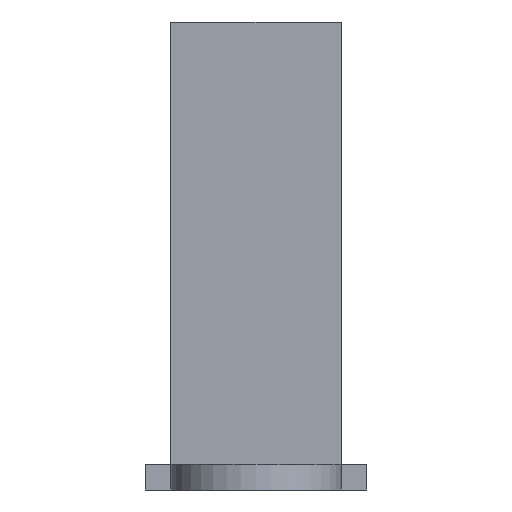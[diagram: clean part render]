
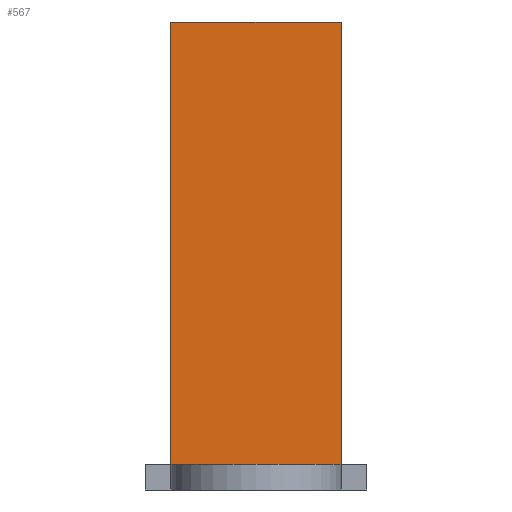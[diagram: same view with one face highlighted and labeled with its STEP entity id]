
A CAD part, left-side view. The second image highlights one B-rep face of the part: STEP entity #567.
In plain terms, the highlighted planar face has unit normal (-1, 0, 0).
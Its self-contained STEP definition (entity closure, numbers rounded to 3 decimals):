
#73 = VERTEX_POINT('',#74);
#74 = CARTESIAN_POINT('',(18.,10.,3.));
#104 = VERTEX_POINT('',#105);
#105 = CARTESIAN_POINT('',(18.,-10.,3.));
#254 = EDGE_CURVE('',#73,#104,#255,.T.);
#255 = LINE('',#256,#257);
#256 = CARTESIAN_POINT('',(18.,10.,3.));
#257 = VECTOR('',#258,1.);
#258 = DIRECTION('',(0.,-1.,0.));
#567 = ADVANCED_FACE('',(#568),#593,.F.);
#568 = FACE_BOUND('',#569,.F.);
#569 = EDGE_LOOP('',(#570,#578,#586,#592));
#570 = ORIENTED_EDGE('',*,*,#571,.T.);
#571 = EDGE_CURVE('',#73,#572,#574,.T.);
#572 = VERTEX_POINT('',#573);
#573 = CARTESIAN_POINT('',(18.,10.,54.9));
#574 = LINE('',#575,#576);
#575 = CARTESIAN_POINT('',(18.,10.,3.));
#576 = VECTOR('',#577,1.);
#577 = DIRECTION('',(0.,0.,1.));
#578 = ORIENTED_EDGE('',*,*,#579,.T.);
#579 = EDGE_CURVE('',#572,#580,#582,.T.);
#580 = VERTEX_POINT('',#581);
#581 = CARTESIAN_POINT('',(18.,-10.,54.9));
#582 = LINE('',#583,#584);
#583 = CARTESIAN_POINT('',(18.,10.,54.9));
#584 = VECTOR('',#585,1.);
#585 = DIRECTION('',(0.,-1.,0.));
#586 = ORIENTED_EDGE('',*,*,#587,.F.);
#587 = EDGE_CURVE('',#104,#580,#588,.T.);
#588 = LINE('',#589,#590);
#589 = CARTESIAN_POINT('',(18.,-10.,3.));
#590 = VECTOR('',#591,1.);
#591 = DIRECTION('',(0.,0.,1.));
#592 = ORIENTED_EDGE('',*,*,#254,.F.);
#593 = PLANE('',#594);
#594 = AXIS2_PLACEMENT_3D('',#595,#596,#597);
#595 = CARTESIAN_POINT('',(18.,10.,3.));
#596 = DIRECTION('',(1.,0.,0.));
#597 = DIRECTION('',(0.,-1.,0.));
